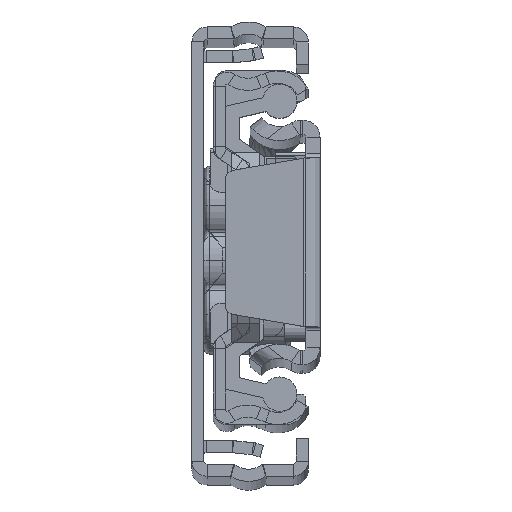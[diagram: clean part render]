
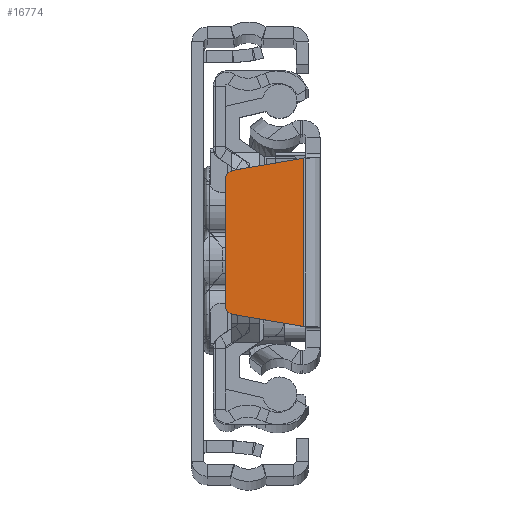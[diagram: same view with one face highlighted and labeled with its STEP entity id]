
A CAD part, top view. The second image highlights one B-rep face of the part: STEP entity #16774.
In plain terms, the highlighted planar face has unit normal (0, 0, 1).
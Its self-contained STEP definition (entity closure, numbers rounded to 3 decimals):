
#804 = EDGE_LOOP ( 'NONE', ( #12883, #15428, #2745, #12150, #18336, #11449 ) ) ;
#1085 = CARTESIAN_POINT ( 'NONE',  ( -8.4, 6.156, 0. ) ) ;
#1124 = EDGE_CURVE ( 'NONE', #11975, #4970, #17520, .T. ) ;
#1798 = CARTESIAN_POINT ( 'NONE',  ( -9.4, 6.156, 0. ) ) ;
#1894 = VECTOR ( 'NONE', #21050, 1000. ) ;
#1946 = CARTESIAN_POINT ( 'NONE',  ( -9.4, 6.156, 0. ) ) ;
#2263 = VERTEX_POINT ( 'NONE', #14122 ) ;
#2270 = CARTESIAN_POINT ( 'NONE',  ( -1.6, -8.333, 0. ) ) ;
#2745 = ORIENTED_EDGE ( 'NONE', *, *, #21832, .F. ) ;
#3272 = DIRECTION ( 'NONE',  ( 0., 0., -1. ) ) ;
#3463 = CARTESIAN_POINT ( 'NONE',  ( -1.6, -8.333, 0. ) ) ;
#3559 = LINE ( 'NONE', #3463, #8150 ) ;
#3576 = CARTESIAN_POINT ( 'NONE',  ( -8.568, 7.142, 0. ) ) ;
#3917 = CARTESIAN_POINT ( 'NONE',  ( -8.4, -6.156, 0. ) ) ;
#4267 = DIRECTION ( 'NONE',  ( -1., 0., 0. ) ) ;
#4970 = VERTEX_POINT ( 'NONE', #6920 ) ;
#5793 = CIRCLE ( 'NONE', #19608, 1. ) ;
#5939 = PLANE ( 'NONE',  #7653 ) ;
#6548 = EDGE_CURVE ( 'NONE', #4970, #20528, #3559, .T. ) ;
#6766 = DIRECTION ( 'NONE',  ( 0., 1., 0. ) ) ;
#6920 = CARTESIAN_POINT ( 'NONE',  ( -1.6, 8.333, 0. ) ) ;
#6992 = CARTESIAN_POINT ( 'NONE',  ( -8.568, -7.142, 0. ) ) ;
#7370 = CARTESIAN_POINT ( 'NONE',  ( -1.5, 8.35, 0. ) ) ;
#7653 = AXIS2_PLACEMENT_3D ( 'NONE', #1085, #19414, #4267 ) ;
#8150 = VECTOR ( 'NONE', #10225, 1000. ) ;
#9922 = VERTEX_POINT ( 'NONE', #1946 ) ;
#10216 = LINE ( 'NONE', #1798, #15927 ) ;
#10225 = DIRECTION ( 'NONE',  ( 0., -1., 0. ) ) ;
#10246 = CARTESIAN_POINT ( 'NONE',  ( -8.4, 6.156, 0. ) ) ;
#10333 = CIRCLE ( 'NONE', #21611, 1. ) ;
#10441 = EDGE_CURVE ( 'NONE', #14556, #9922, #10216, .T. ) ;
#10478 = EDGE_CURVE ( 'NONE', #20528, #2263, #15382, .T. ) ;
#10796 = DIRECTION ( 'NONE',  ( -1., 0., 0. ) ) ;
#11386 = EDGE_CURVE ( 'NONE', #2263, #14556, #10333, .T. ) ;
#11449 = ORIENTED_EDGE ( 'NONE', *, *, #10478, .F. ) ;
#11975 = VERTEX_POINT ( 'NONE', #3576 ) ;
#12150 = ORIENTED_EDGE ( 'NONE', *, *, #10441, .F. ) ;
#12883 = ORIENTED_EDGE ( 'NONE', *, *, #6548, .F. ) ;
#13724 = DIRECTION ( 'NONE',  ( -0.986, 0.168, 0. ) ) ;
#14122 = CARTESIAN_POINT ( 'NONE',  ( -8.568, -7.142, 0. ) ) ;
#14444 = FACE_OUTER_BOUND ( 'NONE', #804, .T. ) ;
#14556 = VERTEX_POINT ( 'NONE', #15067 ) ;
#15067 = CARTESIAN_POINT ( 'NONE',  ( -9.4, -6.156, 0. ) ) ;
#15382 = LINE ( 'NONE', #6992, #17342 ) ;
#15428 = ORIENTED_EDGE ( 'NONE', *, *, #1124, .F. ) ;
#15927 = VECTOR ( 'NONE', #6766, 1000. ) ;
#16774 = ADVANCED_FACE ( 'NONE', ( #14444 ), #5939, .F. ) ;
#17342 = VECTOR ( 'NONE', #13724, 1000. ) ;
#17520 = LINE ( 'NONE', #7370, #1894 ) ;
#18336 = ORIENTED_EDGE ( 'NONE', *, *, #11386, .F. ) ;
#19163 = DIRECTION ( 'NONE',  ( 0., 0., -1. ) ) ;
#19414 = DIRECTION ( 'NONE',  ( 0., 0., -1. ) ) ;
#19608 = AXIS2_PLACEMENT_3D ( 'NONE', #10246, #3272, #20173 ) ;
#20173 = DIRECTION ( 'NONE',  ( -1., 0., 0. ) ) ;
#20528 = VERTEX_POINT ( 'NONE', #2270 ) ;
#21050 = DIRECTION ( 'NONE',  ( 0.986, 0.168, 0. ) ) ;
#21611 = AXIS2_PLACEMENT_3D ( 'NONE', #3917, #19163, #10796 ) ;
#21832 = EDGE_CURVE ( 'NONE', #9922, #11975, #5793, .T. ) ;
